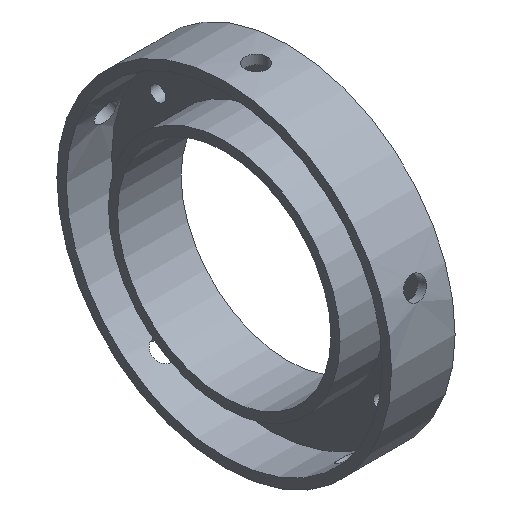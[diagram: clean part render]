
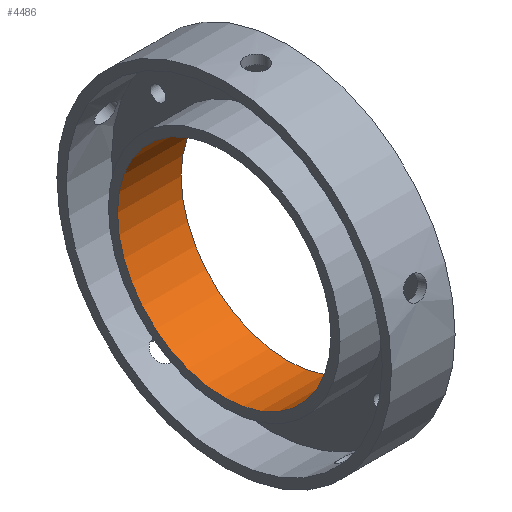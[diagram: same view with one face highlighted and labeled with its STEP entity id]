
A CAD part, isometric view. The second image highlights one B-rep face of the part: STEP entity #4486.
In plain terms, the highlighted cylindrical face has radius 23.5 mm (diameter 47 mm), a full revolution.
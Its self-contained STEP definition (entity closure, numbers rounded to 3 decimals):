
#93 = PLANE('',#94);
#94 = AXIS2_PLACEMENT_3D('',#95,#96,#97);
#95 = CARTESIAN_POINT('',(7.,0.,0.));
#96 = DIRECTION('',(1.,0.,0.));
#97 = DIRECTION('',(0.,1.,0.));
#2147 = EDGE_CURVE('',#2148,#2148,#2150,.T.);
#2148 = VERTEX_POINT('',#2149);
#2149 = CARTESIAN_POINT('',(7.,23.5,0.));
#2150 = SURFACE_CURVE('',#2151,(#2156,#2163),.PCURVE_S1.);
#2151 = CIRCLE('',#2152,23.5);
#2152 = AXIS2_PLACEMENT_3D('',#2153,#2154,#2155);
#2153 = CARTESIAN_POINT('',(7.,0.,0.));
#2154 = DIRECTION('',(1.,0.,0.));
#2155 = DIRECTION('',(0.,1.,0.));
#2156 = PCURVE('',#93,#2157);
#2157 = DEFINITIONAL_REPRESENTATION('',(#2158),#2162);
#2158 = CIRCLE('',#2159,23.5);
#2159 = AXIS2_PLACEMENT_2D('',#2160,#2161);
#2160 = CARTESIAN_POINT('',(0.,0.));
#2161 = DIRECTION('',(1.,0.));
#2162 = ( GEOMETRIC_REPRESENTATION_CONTEXT(2) 
PARAMETRIC_REPRESENTATION_CONTEXT() REPRESENTATION_CONTEXT('2D SPACE',''
  ) );
#2163 = PCURVE('',#2164,#2169);
#2164 = CYLINDRICAL_SURFACE('',#2165,23.5);
#2165 = AXIS2_PLACEMENT_3D('',#2166,#2167,#2168);
#2166 = CARTESIAN_POINT('',(7.,0.,0.));
#2167 = DIRECTION('',(-1.,-0.,-0.));
#2168 = DIRECTION('',(0.,1.,0.));
#2169 = DEFINITIONAL_REPRESENTATION('',(#2170),#2174);
#2170 = LINE('',#2171,#2172);
#2171 = CARTESIAN_POINT('',(-0.,0.));
#2172 = VECTOR('',#2173,1.);
#2173 = DIRECTION('',(-1.,0.));
#2174 = ( GEOMETRIC_REPRESENTATION_CONTEXT(2) 
PARAMETRIC_REPRESENTATION_CONTEXT() REPRESENTATION_CONTEXT('2D SPACE',''
  ) );
#4486 = ADVANCED_FACE('',(#4487),#2164,.F.);
#4487 = FACE_BOUND('',#4488,.T.);
#4488 = EDGE_LOOP('',(#4489,#4490,#4513,#4540));
#4489 = ORIENTED_EDGE('',*,*,#2147,.T.);
#4490 = ORIENTED_EDGE('',*,*,#4491,.T.);
#4491 = EDGE_CURVE('',#2148,#4492,#4494,.T.);
#4492 = VERTEX_POINT('',#4493);
#4493 = CARTESIAN_POINT('',(-7.,23.5,0.));
#4494 = SEAM_CURVE('',#4495,(#4499,#4506),.PCURVE_S1.);
#4495 = LINE('',#4496,#4497);
#4496 = CARTESIAN_POINT('',(7.,23.5,0.));
#4497 = VECTOR('',#4498,1.);
#4498 = DIRECTION('',(-1.,0.,0.));
#4499 = PCURVE('',#2164,#4500);
#4500 = DEFINITIONAL_REPRESENTATION('',(#4501),#4505);
#4501 = LINE('',#4502,#4503);
#4502 = CARTESIAN_POINT('',(-0.,0.));
#4503 = VECTOR('',#4504,1.);
#4504 = DIRECTION('',(-0.,1.));
#4505 = ( GEOMETRIC_REPRESENTATION_CONTEXT(2) 
PARAMETRIC_REPRESENTATION_CONTEXT() REPRESENTATION_CONTEXT('2D SPACE',''
  ) );
#4506 = PCURVE('',#2164,#4507);
#4507 = DEFINITIONAL_REPRESENTATION('',(#4508),#4512);
#4508 = LINE('',#4509,#4510);
#4509 = CARTESIAN_POINT('',(-6.283,0.));
#4510 = VECTOR('',#4511,1.);
#4511 = DIRECTION('',(-0.,1.));
#4512 = ( GEOMETRIC_REPRESENTATION_CONTEXT(2) 
PARAMETRIC_REPRESENTATION_CONTEXT() REPRESENTATION_CONTEXT('2D SPACE',''
  ) );
#4513 = ORIENTED_EDGE('',*,*,#4514,.F.);
#4514 = EDGE_CURVE('',#4492,#4492,#4515,.T.);
#4515 = SURFACE_CURVE('',#4516,(#4521,#4528),.PCURVE_S1.);
#4516 = CIRCLE('',#4517,23.5);
#4517 = AXIS2_PLACEMENT_3D('',#4518,#4519,#4520);
#4518 = CARTESIAN_POINT('',(-7.,0.,0.));
#4519 = DIRECTION('',(1.,0.,0.));
#4520 = DIRECTION('',(0.,1.,0.));
#4521 = PCURVE('',#2164,#4522);
#4522 = DEFINITIONAL_REPRESENTATION('',(#4523),#4527);
#4523 = LINE('',#4524,#4525);
#4524 = CARTESIAN_POINT('',(-0.,14.));
#4525 = VECTOR('',#4526,1.);
#4526 = DIRECTION('',(-1.,0.));
#4527 = ( GEOMETRIC_REPRESENTATION_CONTEXT(2) 
PARAMETRIC_REPRESENTATION_CONTEXT() REPRESENTATION_CONTEXT('2D SPACE',''
  ) );
#4528 = PCURVE('',#4529,#4534);
#4529 = PLANE('',#4530);
#4530 = AXIS2_PLACEMENT_3D('',#4531,#4532,#4533);
#4531 = CARTESIAN_POINT('',(-7.,0.,0.));
#4532 = DIRECTION('',(1.,0.,0.));
#4533 = DIRECTION('',(0.,1.,0.));
#4534 = DEFINITIONAL_REPRESENTATION('',(#4535),#4539);
#4535 = CIRCLE('',#4536,23.5);
#4536 = AXIS2_PLACEMENT_2D('',#4537,#4538);
#4537 = CARTESIAN_POINT('',(0.,0.));
#4538 = DIRECTION('',(1.,-0.));
#4539 = ( GEOMETRIC_REPRESENTATION_CONTEXT(2) 
PARAMETRIC_REPRESENTATION_CONTEXT() REPRESENTATION_CONTEXT('2D SPACE',''
  ) );
#4540 = ORIENTED_EDGE('',*,*,#4491,.F.);
